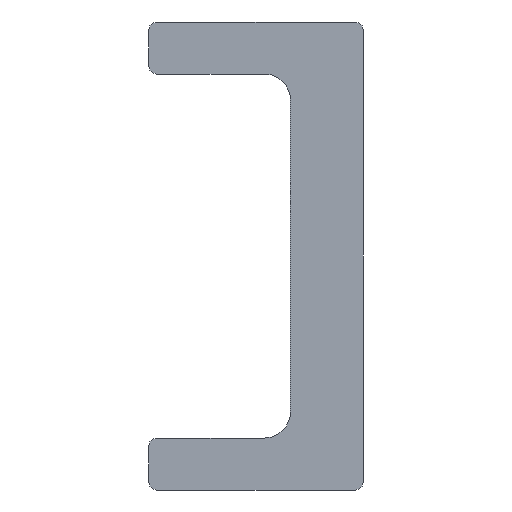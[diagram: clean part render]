
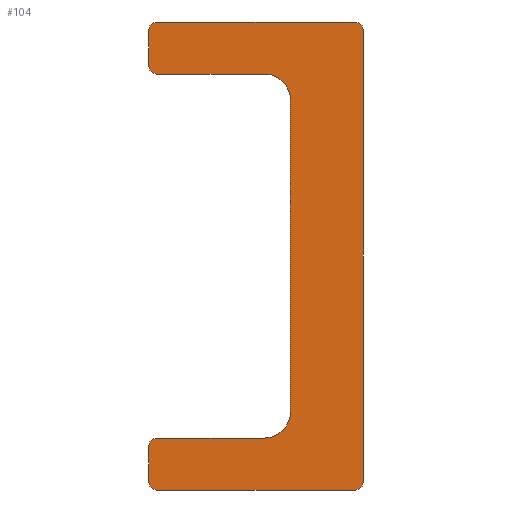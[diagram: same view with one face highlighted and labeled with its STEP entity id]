
A CAD part, front view. The second image highlights one B-rep face of the part: STEP entity #104.
In plain terms, the highlighted planar face has unit normal (0, -1, 0).
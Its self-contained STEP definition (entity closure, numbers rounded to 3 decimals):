
#104 = ADVANCED_FACE( '', ( #229 ), #230, .F. );
#229 = FACE_OUTER_BOUND( '', #350, .T. );
#230 = PLANE( '', #351 );
#350 = EDGE_LOOP( '', ( #569, #570, #571, #572, #573, #574, #575, #576, #577, #578, #579, #580, #581, #582, #583, #584 ) );
#351 = AXIS2_PLACEMENT_3D( '', #585, #586, #587 );
#569 = ORIENTED_EDGE( '', *, *, #701, .F. );
#570 = ORIENTED_EDGE( '', *, *, #671, .T. );
#571 = ORIENTED_EDGE( '', *, *, #667, .F. );
#572 = ORIENTED_EDGE( '', *, *, #676, .T. );
#573 = ORIENTED_EDGE( '', *, *, #640, .F. );
#574 = ORIENTED_EDGE( '', *, *, #707, .T. );
#575 = ORIENTED_EDGE( '', *, *, #678, .F. );
#576 = ORIENTED_EDGE( '', *, *, #644, .T. );
#577 = ORIENTED_EDGE( '', *, *, #661, .F. );
#578 = ORIENTED_EDGE( '', *, *, #708, .T. );
#579 = ORIENTED_EDGE( '', *, *, #704, .F. );
#580 = ORIENTED_EDGE( '', *, *, #684, .T. );
#581 = ORIENTED_EDGE( '', *, *, #687, .F. );
#582 = ORIENTED_EDGE( '', *, *, #653, .T. );
#583 = ORIENTED_EDGE( '', *, *, #699, .F. );
#584 = ORIENTED_EDGE( '', *, *, #709, .T. );
#585 = CARTESIAN_POINT( '', ( -4.125, 0., 9. ) );
#586 = DIRECTION( '', ( 0., 1., 0. ) );
#587 = DIRECTION( '', ( 0., 0., 1. ) );
#640 = EDGE_CURVE( '', #753, #755, #756, .T. );
#644 = EDGE_CURVE( '', #761, #759, #762, .T. );
#653 = EDGE_CURVE( '', #775, #773, #776, .F. );
#661 = EDGE_CURVE( '', #787, #759, #789, .T. );
#667 = EDGE_CURVE( '', #797, #798, #799, .T. );
#671 = EDGE_CURVE( '', #803, #798, #804, .F. );
#676 = EDGE_CURVE( '', #797, #755, #810, .F. );
#678 = EDGE_CURVE( '', #761, #812, #813, .T. );
#684 = EDGE_CURVE( '', #821, #819, #822, .F. );
#687 = EDGE_CURVE( '', #775, #819, #825, .T. );
#699 = EDGE_CURVE( '', #841, #773, #843, .T. );
#701 = EDGE_CURVE( '', #803, #845, #846, .T. );
#704 = EDGE_CURVE( '', #821, #849, #850, .T. );
#707 = EDGE_CURVE( '', #753, #812, #853, .F. );
#708 = EDGE_CURVE( '', #787, #849, #854, .T. );
#709 = EDGE_CURVE( '', #841, #845, #855, .F. );
#753 = VERTEX_POINT( '', #907 );
#755 = VERTEX_POINT( '', #910 );
#756 = LINE( '', #911, #912 );
#759 = VERTEX_POINT( '', #916 );
#761 = VERTEX_POINT( '', #919 );
#762 = CIRCLE( '', #920, 1. );
#773 = VERTEX_POINT( '', #932 );
#775 = VERTEX_POINT( '', #935 );
#776 = CIRCLE( '', #936, 0.3 );
#787 = VERTEX_POINT( '', #948 );
#789 = LINE( '', #951, #952 );
#797 = VERTEX_POINT( '', #960 );
#798 = VERTEX_POINT( '', #961 );
#799 = LINE( '', #962, #963 );
#803 = VERTEX_POINT( '', #969 );
#804 = CIRCLE( '', #970, 0.3 );
#810 = CIRCLE( '', #977, 0.3 );
#812 = VERTEX_POINT( '', #979 );
#813 = LINE( '', #980, #981 );
#819 = VERTEX_POINT( '', #988 );
#821 = VERTEX_POINT( '', #991 );
#822 = CIRCLE( '', #992, 0.3 );
#825 = LINE( '', #996, #997 );
#841 = VERTEX_POINT( '', #1013 );
#843 = LINE( '', #1016, #1017 );
#845 = VERTEX_POINT( '', #1019 );
#846 = LINE( '', #1020, #1021 );
#849 = VERTEX_POINT( '', #1025 );
#850 = LINE( '', #1026, #1027 );
#853 = CIRCLE( '', #1031, 0.3 );
#854 = CIRCLE( '', #1032, 1. );
#855 = CIRCLE( '', #1033, 0.3 );
#907 = CARTESIAN_POINT( '', ( -4.125, 0., 7.3 ) );
#910 = CARTESIAN_POINT( '', ( -4.125, 0., 8.7 ) );
#911 = CARTESIAN_POINT( '', ( -4.125, 0., -9. ) );
#912 = VECTOR( '', #1077, 1000. );
#916 = CARTESIAN_POINT( '', ( 1.325, 0., 6. ) );
#919 = CARTESIAN_POINT( '', ( 0.325, 0., 7. ) );
#920 = AXIS2_PLACEMENT_3D( '', #1080, #1081, #1082 );
#932 = CARTESIAN_POINT( '', ( -3.825, 0., -9. ) );
#935 = CARTESIAN_POINT( '', ( -4.125, 0., -8.7 ) );
#936 = AXIS2_PLACEMENT_3D( '', #1094, #1095, #1096 );
#948 = CARTESIAN_POINT( '', ( 1.325, 0., -6. ) );
#951 = CARTESIAN_POINT( '', ( 1.325, 0., 7. ) );
#952 = VECTOR( '', #1111, 1000. );
#960 = CARTESIAN_POINT( '', ( -3.825, 0., 9. ) );
#961 = CARTESIAN_POINT( '', ( 3.825, 0., 9. ) );
#962 = CARTESIAN_POINT( '', ( -4.125, 0., 9. ) );
#963 = VECTOR( '', #1118, 1000. );
#969 = CARTESIAN_POINT( '', ( 4.125, 0., 8.7 ) );
#970 = AXIS2_PLACEMENT_3D( '', #1121, #1122, #1123 );
#977 = AXIS2_PLACEMENT_3D( '', #1128, #1129, #1130 );
#979 = CARTESIAN_POINT( '', ( -3.825, 0., 7. ) );
#980 = CARTESIAN_POINT( '', ( -4.125, 0., 7. ) );
#981 = VECTOR( '', #1131, 1000. );
#988 = CARTESIAN_POINT( '', ( -4.125, 0., -7.3 ) );
#991 = CARTESIAN_POINT( '', ( -3.825, 0., -7. ) );
#992 = AXIS2_PLACEMENT_3D( '', #1137, #1138, #1139 );
#996 = CARTESIAN_POINT( '', ( -4.125, 0., -9. ) );
#997 = VECTOR( '', #1141, 1000. );
#1013 = CARTESIAN_POINT( '', ( 3.825, 0., -9. ) );
#1016 = CARTESIAN_POINT( '', ( 4.125, 0., -9. ) );
#1017 = VECTOR( '', #1158, 1000. );
#1019 = CARTESIAN_POINT( '', ( 4.125, 0., -8.7 ) );
#1020 = CARTESIAN_POINT( '', ( 4.125, 0., 9. ) );
#1021 = VECTOR( '', #1159, 1000. );
#1025 = CARTESIAN_POINT( '', ( 0.325, 0., -7. ) );
#1026 = CARTESIAN_POINT( '', ( 1.325, 0., -7. ) );
#1027 = VECTOR( '', #1161, 1000. );
#1031 = AXIS2_PLACEMENT_3D( '', #1163, #1164, #1165 );
#1032 = AXIS2_PLACEMENT_3D( '', #1166, #1167, #1168 );
#1033 = AXIS2_PLACEMENT_3D( '', #1169, #1170, #1171 );
#1077 = DIRECTION( '', ( 0., 0., 1. ) );
#1080 = CARTESIAN_POINT( '', ( 0.325, 0., 6. ) );
#1081 = DIRECTION( '', ( 0., 1., 0. ) );
#1082 = DIRECTION( '', ( 0., 0., 1. ) );
#1094 = CARTESIAN_POINT( '', ( -3.825, 0., -8.7 ) );
#1095 = DIRECTION( '', ( 0., 1., 0. ) );
#1096 = DIRECTION( '', ( 0., 0., 1. ) );
#1111 = DIRECTION( '', ( 0., 0., 1. ) );
#1118 = DIRECTION( '', ( 1., 0., 0. ) );
#1121 = CARTESIAN_POINT( '', ( 3.825, 0., 8.7 ) );
#1122 = DIRECTION( '', ( 0., 1., 0. ) );
#1123 = DIRECTION( '', ( 0., 0., 1. ) );
#1128 = CARTESIAN_POINT( '', ( -3.825, 0., 8.7 ) );
#1129 = DIRECTION( '', ( 0., 1., 0. ) );
#1130 = DIRECTION( '', ( 0., 0., 1. ) );
#1131 = DIRECTION( '', ( -1., 0., 0. ) );
#1137 = CARTESIAN_POINT( '', ( -3.825, 0., -7.3 ) );
#1138 = DIRECTION( '', ( 0., 1., 0. ) );
#1139 = DIRECTION( '', ( 0., 0., 1. ) );
#1141 = DIRECTION( '', ( 0., 0., 1. ) );
#1158 = DIRECTION( '', ( -1., 0., 0. ) );
#1159 = DIRECTION( '', ( 0., 0., -1. ) );
#1161 = DIRECTION( '', ( 1., 0., 0. ) );
#1163 = CARTESIAN_POINT( '', ( -3.825, 0., 7.3 ) );
#1164 = DIRECTION( '', ( 0., 1., 0. ) );
#1165 = DIRECTION( '', ( 0., 0., 1. ) );
#1166 = CARTESIAN_POINT( '', ( 0.325, 0., -6. ) );
#1167 = DIRECTION( '', ( 0., 1., 0. ) );
#1168 = DIRECTION( '', ( 0., 0., 1. ) );
#1169 = CARTESIAN_POINT( '', ( 3.825, 0., -8.7 ) );
#1170 = DIRECTION( '', ( 0., 1., 0. ) );
#1171 = DIRECTION( '', ( 0., 0., 1. ) );
